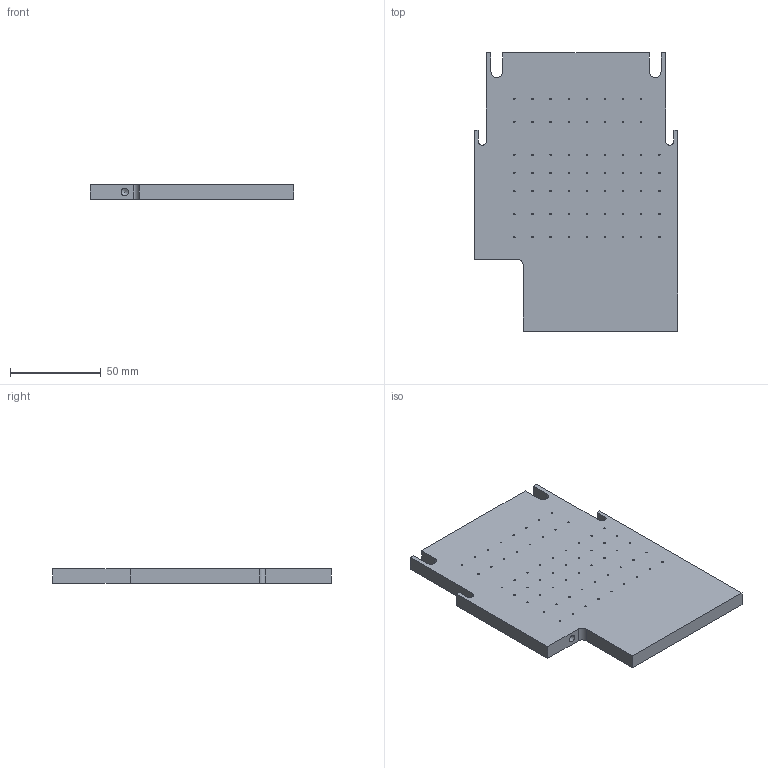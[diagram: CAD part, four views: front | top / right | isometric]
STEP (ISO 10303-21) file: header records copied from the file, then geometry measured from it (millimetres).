
FILE_DESCRIPTION(/* description */ (''),/* implementation_level */ '2;1');
FILE_NAME(/* name */ '0504_ PLATE,VACUUM CHUCK.stp',/* time_stamp */ '2020-05-25T20:59:26-07:00',/* author */ (''),/* organization */ (''),/* preprocessor_version */ 'ST-DEVELOPER v14',/* originating_system */ 'SIEMENS PLM Software NX 8.0',/* authorisation */ '');
FILE_SCHEMA (('AUTOMOTIVE_DESIGN { 1 0 10303 214 3 1 1 1 }'));
Length unit declared in the file: millimetre
Products named in the file (1): 0504_ PLATE,VACUUM CHUCK
Bounding box: 112 x 153.47 x 8 mm (x, y, z)
Volume: 112559.4 mm3; surface area: 45054.9 mm2
Topology: 1 solids, 1 shells, 99 faces, 333 edges, 220 vertices
Faces by surface type: cylinder 74, plane 20, cone 5
Full cylindrical faces by diameter (mm): 0.75 x61, 4.2 x8
Entity records: 6641 total; most frequent: CARTESIAN_POINT 4007, DIRECTION 455, ORIENTED_EDGE 444, EDGE_LOOP 305, FACE_BOUND 281, EDGE_CURVE 222, AXIS2_PLACEMENT_3D 198, VERTEX_POINT 196
